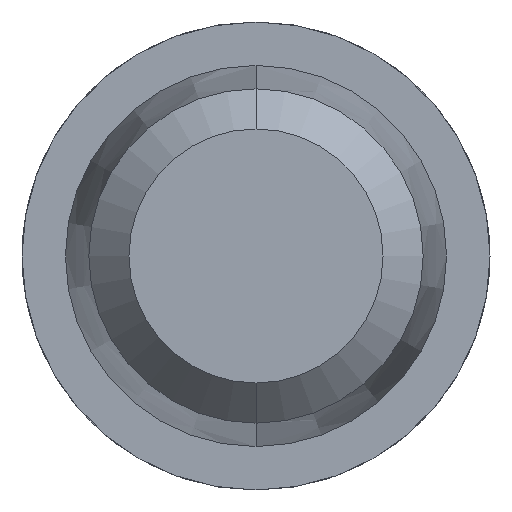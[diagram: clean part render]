
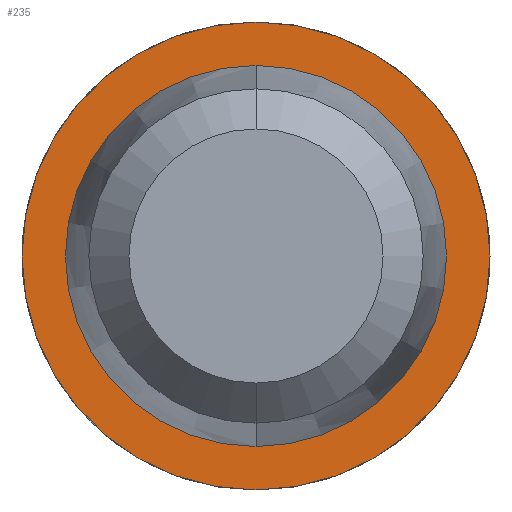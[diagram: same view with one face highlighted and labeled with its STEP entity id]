
A CAD part, front view. The second image highlights one B-rep face of the part: STEP entity #235.
In plain terms, the highlighted planar face has unit normal (0, -1, 0).
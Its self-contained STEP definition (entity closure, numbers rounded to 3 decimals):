
#3 = CARTESIAN_POINT ( 'NONE',  ( 0., 26., 0. ) ) ;
#55 = EDGE_LOOP ( 'NONE', ( #2371, #3024 ) ) ;
#81 = VERTEX_POINT ( 'NONE', #4162 ) ;
#121 = EDGE_LOOP ( 'NONE', ( #316, #3972 ) ) ;
#145 = EDGE_CURVE ( 'Defeature ausgef�hrt3_16+Defeature ausgef�hrt3_17+Defeature ausgef�hrt3_17+Defeature ausgef�hrt3_17', #605, #3071, #1610, .T. ) ;
#177 = CARTESIAN_POINT ( 'NONE',  ( 0., 26., 0.7 ) ) ;
#235 = ADVANCED_FACE ( 'Defeature ausgef�hrt3_16', ( #634, #736 ), #3223, .T. ) ;
#316 = ORIENTED_EDGE ( 'NONE', *, *, #145, .T. ) ;
#396 = EDGE_CURVE ( 'Defeature ausgef�hrt3_16+Defeature ausgef�hrt3_17+Defeature ausgef�hrt3_17+Defeature ausgef�hrt3_17', #3071, #605, #3141, .T. ) ;
#605 = VERTEX_POINT ( 'NONE', #2322 ) ;
#634 = FACE_OUTER_BOUND ( 'NONE', #121, .T. ) ;
#736 = FACE_BOUND ( 'NONE', #55, .T. ) ;
#934 = VERTEX_POINT ( 'NONE', #3315 ) ;
#982 = AXIS2_PLACEMENT_3D ( 'NONE', #4142, #2246, #1601 ) ;
#1158 = DIRECTION ( 'NONE',  ( 0., 0., -1. ) ) ;
#1286 = DIRECTION ( 'NONE',  ( 0., 0., -1. ) ) ;
#1385 = EDGE_CURVE ( 'Defeature ausgef�hrt3_15+Defeature ausgef�hrt3_16+Defeature ausgef�hrt3_16+Defeature ausgef�hrt3_16', #81, #934, #2784, .T. ) ;
#1502 = DIRECTION ( 'NONE',  ( 0., 0., -1. ) ) ;
#1579 = AXIS2_PLACEMENT_3D ( 'NONE', #2441, #3769, #1502 ) ;
#1601 = DIRECTION ( 'NONE',  ( 0., 0., -1. ) ) ;
#1610 = CIRCLE ( 'NONE', #3787, 0.7 ) ;
#1921 = DIRECTION ( 'NONE',  ( 0., -1., 0. ) ) ;
#2246 = DIRECTION ( 'NONE',  ( 0., -1., 0. ) ) ;
#2322 = CARTESIAN_POINT ( 'NONE',  ( 0., 26., -0.7 ) ) ;
#2371 = ORIENTED_EDGE ( 'NONE', *, *, #1385, .F. ) ;
#2424 = DIRECTION ( 'NONE',  ( 0., -1., 0. ) ) ;
#2441 = CARTESIAN_POINT ( 'NONE',  ( 0., 26., 0. ) ) ;
#2657 = EDGE_CURVE ( 'Defeature ausgef�hrt3_15+Defeature ausgef�hrt3_16+Defeature ausgef�hrt3_16+Defeature ausgef�hrt3_16', #934, #81, #3742, .T. ) ;
#2784 = CIRCLE ( 'NONE', #3877, 0.57 ) ;
#2875 = DIRECTION ( 'NONE',  ( 0., -1., 0. ) ) ;
#3024 = ORIENTED_EDGE ( 'NONE', *, *, #2657, .F. ) ;
#3071 = VERTEX_POINT ( 'NONE', #177 ) ;
#3141 = CIRCLE ( 'NONE', #1579, 0.7 ) ;
#3223 = PLANE ( 'NONE',  #982 ) ;
#3294 = AXIS2_PLACEMENT_3D ( 'NONE', #4078, #2424, #1158 ) ;
#3315 = CARTESIAN_POINT ( 'NONE',  ( 0., 26., -0.57 ) ) ;
#3742 = CIRCLE ( 'NONE', #3294, 0.57 ) ;
#3769 = DIRECTION ( 'NONE',  ( 0., -1., 0. ) ) ;
#3787 = AXIS2_PLACEMENT_3D ( 'NONE', #3852, #1921, #4188 ) ;
#3852 = CARTESIAN_POINT ( 'NONE',  ( 0., 26., 0. ) ) ;
#3877 = AXIS2_PLACEMENT_3D ( 'NONE', #3, #2875, #1286 ) ;
#3972 = ORIENTED_EDGE ( 'NONE', *, *, #396, .T. ) ;
#4078 = CARTESIAN_POINT ( 'NONE',  ( 0., 26., 0. ) ) ;
#4142 = CARTESIAN_POINT ( 'NONE',  ( 0.57, 26., 0. ) ) ;
#4162 = CARTESIAN_POINT ( 'NONE',  ( 0., 26., 0.57 ) ) ;
#4188 = DIRECTION ( 'NONE',  ( 0., 0., -1. ) ) ;
